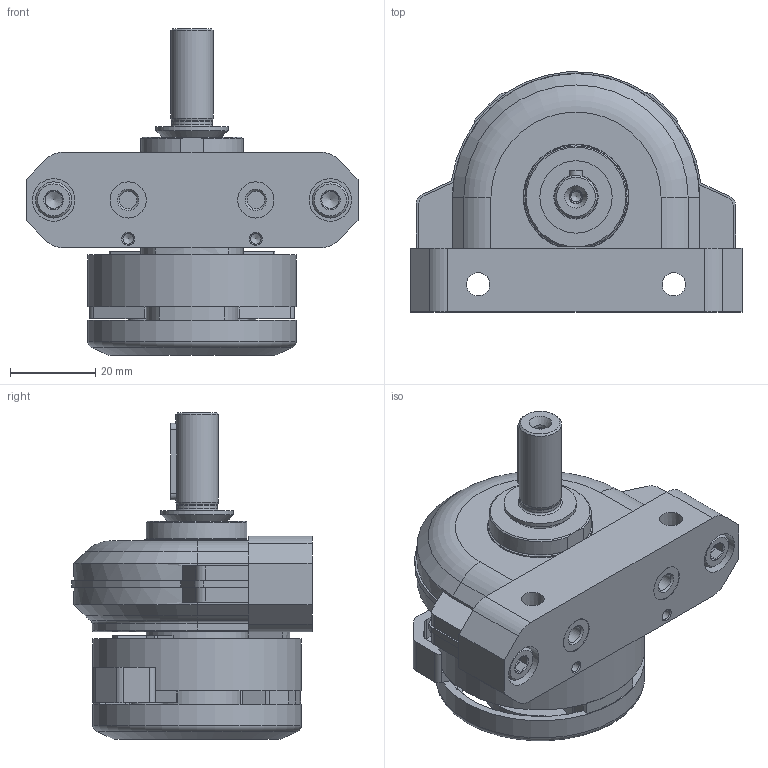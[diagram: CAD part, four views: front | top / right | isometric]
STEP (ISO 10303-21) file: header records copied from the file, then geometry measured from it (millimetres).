
FILE_DESCRIPTION(/* description */ ('STEP AP214'),/* implementation_level */ '2;1');
FILE_NAME(/* name */ '11910_DSR-16-180-P',/* time_stamp */ '2024-08-23T14:20:51+02:00',/* author */ ('License CC BY-ND 4.0'),/* organization */ ('CADENAS'),/* preprocessor_version */ 'ST-DEVELOPER v19.3',/* originating_system */ 'PARTsolutions',/* authorisation */ ' ');
FILE_SCHEMA (('AUTOMOTIVE_DESIGN {1 0 10303 214 3 1 1}'));
Length unit declared in the file: millimetre
Products named in the file (5): 11910 DSR-16-180-P---(0); 11910 DSR-16-180-P---(Geh); 232532 DSR-16-180-P---(Ks); 241660 DSR-16-180-P---(Kappe); 241657---(Schalt)
Assembly tree (5 placements, depth 2):
  11910 DSR-16-180-P---(0)
    11910 DSR-16-180-P---(Geh)
    232532 DSR-16-180-P---(Ks)
    241660 DSR-16-180-P---(Kappe)
    241657---(Schalt)  x2
Bounding box: 78 x 56.41 x 76.76 mm (x, y, z)
Volume: 86029.6 mm3; surface area: 38816.4 mm2
Topology: 5 solids, 5 shells, 576 faces, 1438 edges, 908 vertices
Faces by surface type: plane 285, cylinder 199, cone 71, torus 21
Full cylindrical faces by diameter (mm): 2.459 x3, 3.2 x1, 3.242 x2, 4 x2, 4.1 x2, 4.134 x2, 5.5 x1, 7 x3, 8.5 x4, 9 x2, 9.6 x1, 10 x5, 12 x3, 14 x1, 17 x3, 18.6 x1, 20 x2, 20.8 x1, 24 x1, 45.3 x2, 45.5 x1, 49 x2
Entity records: 14903 total; most frequent: CARTESIAN_POINT 2422, DIRECTION 2406, ORIENTED_EDGE 2106, EDGE_CURVE 1053, AXIS2_PLACEMENT_3D 920, VERTEX_POINT 715, FACE_BOUND 620, EDGE_LOOP 614
